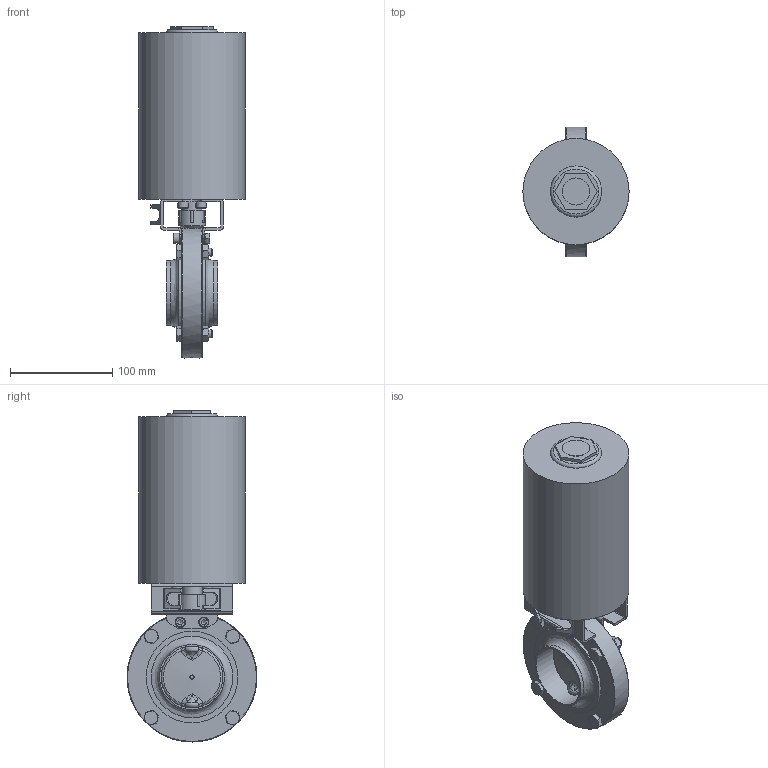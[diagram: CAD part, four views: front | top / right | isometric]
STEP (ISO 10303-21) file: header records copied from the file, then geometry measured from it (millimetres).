
FILE_DESCRIPTION((''),'2;1');
FILE_NAME('52204212XX20.stp','2010-11-26T09:06:27',('Creator'),(''),'Autodesk Inventor 2010','Autodesk Inventor 2010','');
FILE_SCHEMA(('AUTOMOTIVE_DESIGN { 1 0 10303 214 1 1 1 1 }'));
Length unit declared in the file: millimetre
Products named in the file (1): 52204212XX20
Bounding box: 103.8 x 126.98 x 324.5 mm (x, y, z)
Volume: 1680195.6 mm3; surface area: 152885.4 mm2
Topology: 1 solids, 5 shells, 476 faces, 1249 edges, 785 vertices
Faces by surface type: plane 267, cylinder 91, cone 67, bspline 32, torus 19
Full cylindrical faces by diameter (mm): 4.134 x1, 6 x2, 7.2 x2, 7.323 x4, 8 x8, 8.5 x4, 10 x6, 11.4 x4, 12 x2, 14.2 x2, 20 x1, 26 x1, 26.5 x1, 28 x1, 60.5 x2, 63.5 x2, 89.5 x2, 103.8 x1, 127 x1
Entity records: 15766 total; most frequent: CARTESIAN_POINT 5196, ORIENTED_EDGE 2200, DIRECTION 2078, EDGE_CURVE 1100, AXIS2_PLACEMENT_3D 806, VERTEX_POINT 740, EDGE_LOOP 622, FACE_OUTER_BOUND 475
